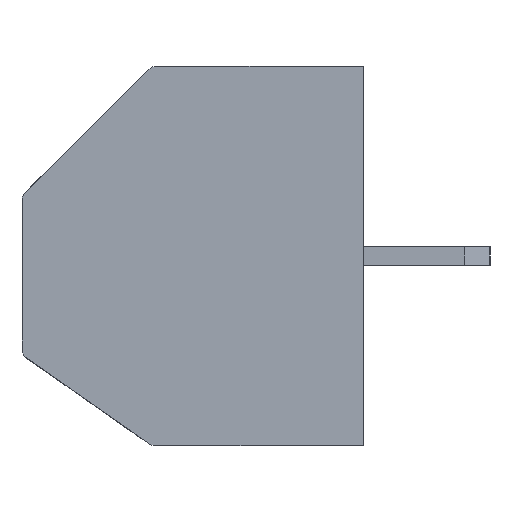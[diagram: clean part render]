
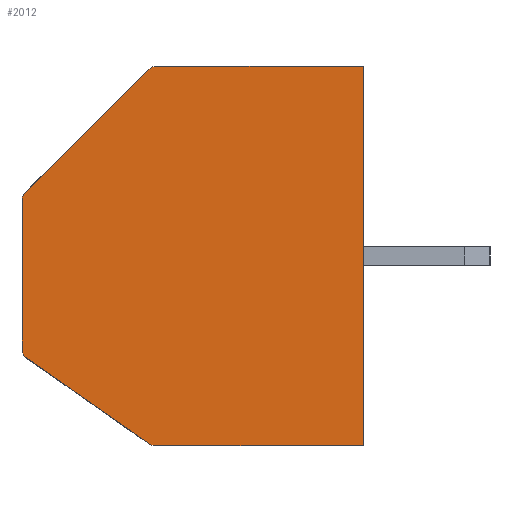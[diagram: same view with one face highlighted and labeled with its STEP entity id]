
A CAD part, left-side view. The second image highlights one B-rep face of the part: STEP entity #2012.
In plain terms, the highlighted planar face has unit normal (-1, 0, 0).
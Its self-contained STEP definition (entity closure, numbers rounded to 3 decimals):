
#73 = VECTOR ( 'NONE', #22935, 1000. ) ;
#337 = CIRCLE ( 'NONE', #11120, 0.3 ) ;
#504 = DIRECTION ( 'NONE',  ( -1., 0., 0. ) ) ;
#862 = CARTESIAN_POINT ( 'NONE',  ( -3.04, 10.8, 6. ) ) ;
#892 = DIRECTION ( 'NONE',  ( -1., 0., 0. ) ) ;
#1002 = LINE ( 'NONE', #32922, #73 ) ;
#1023 = CARTESIAN_POINT ( 'NONE',  ( -3.04, 10.8, 1.776 ) ) ;
#1127 = EDGE_CURVE ( 'NONE', #40011, #35486, #1002, .T. ) ;
#1343 = DIRECTION ( 'NONE',  ( 0., -0.707, 0.707 ) ) ;
#1493 = AXIS2_PLACEMENT_3D ( 'NONE', #18890, #31801, #39015 ) ;
#1694 = ORIENTED_EDGE ( 'NONE', *, *, #34944, .F. ) ;
#2012 = ADVANCED_FACE ( 'NONE', ( #27808 ), #24811, .F. ) ;
#2438 = CARTESIAN_POINT ( 'NONE',  ( -3.04, 10.8, 6. ) ) ;
#3034 = DIRECTION ( 'NONE',  ( -1., 0., 0. ) ) ;
#4147 = VERTEX_POINT ( 'NONE', #11251 ) ;
#4598 = LINE ( 'NONE', #862, #24498 ) ;
#6479 = VECTOR ( 'NONE', #39566, 1000. ) ;
#6861 = AXIS2_PLACEMENT_3D ( 'NONE', #2438, #24188, #11772 ) ;
#7419 = VECTOR ( 'NONE', #10789, 1000. ) ;
#7641 = CARTESIAN_POINT ( 'NONE',  ( -3.04, 10.8, 1.9 ) ) ;
#8446 = ORIENTED_EDGE ( 'NONE', *, *, #11227, .F. ) ;
#8872 = ORIENTED_EDGE ( 'NONE', *, *, #39906, .F. ) ;
#9024 = EDGE_CURVE ( 'NONE', #4147, #40011, #337, .T. ) ;
#10070 = CIRCLE ( 'NONE', #24242, 0.3 ) ;
#10154 = CARTESIAN_POINT ( 'NONE',  ( -3.04, 6.605, -6. ) ) ;
#10789 = DIRECTION ( 'NONE',  ( 0., 0., 1. ) ) ;
#11120 = AXIS2_PLACEMENT_3D ( 'NONE', #19692, #892, #32802 ) ;
#11186 = VERTEX_POINT ( 'NONE', #1023 ) ;
#11227 = EDGE_CURVE ( 'NONE', #4147, #32385, #36720, .T. ) ;
#11251 = CARTESIAN_POINT ( 'NONE',  ( -3.04, 6.777, -5.946 ) ) ;
#11772 = DIRECTION ( 'NONE',  ( 0., 0., -1. ) ) ;
#11799 = ORIENTED_EDGE ( 'NONE', *, *, #35841, .T. ) ;
#13362 = LINE ( 'NONE', #39787, #7419 ) ;
#13778 = LINE ( 'NONE', #32796, #6479 ) ;
#14990 = VECTOR ( 'NONE', #1343, 1000. ) ;
#15039 = CARTESIAN_POINT ( 'NONE',  ( -3.04, 6.576, 6. ) ) ;
#15245 = VERTEX_POINT ( 'NONE', #20619 ) ;
#16461 = DIRECTION ( 'NONE',  ( 0., 0.819, 0.574 ) ) ;
#17096 = EDGE_CURVE ( 'NONE', #27609, #32520, #4598, .T. ) ;
#18217 = CARTESIAN_POINT ( 'NONE',  ( -3.04, 0., 6. ) ) ;
#18890 = CARTESIAN_POINT ( 'NONE',  ( -3.04, 10.5, -2.973 ) ) ;
#19692 = CARTESIAN_POINT ( 'NONE',  ( -3.04, 6.605, -5.7 ) ) ;
#19727 = ORIENTED_EDGE ( 'NONE', *, *, #31368, .T. ) ;
#20151 = CARTESIAN_POINT ( 'NONE',  ( -3.04, 6.576, 5.7 ) ) ;
#20619 = CARTESIAN_POINT ( 'NONE',  ( -3.04, 10.712, 1.988 ) ) ;
#20819 = AXIS2_PLACEMENT_3D ( 'NONE', #26023, #504, #26231 ) ;
#21577 = CARTESIAN_POINT ( 'NONE',  ( -3.04, 10.8, -2.973 ) ) ;
#21676 = EDGE_LOOP ( 'NONE', ( #8446, #32562, #26260, #19727, #35601, #11799, #8872, #38276, #1694, #31796 ) ) ;
#22020 = VECTOR ( 'NONE', #16461, 1000. ) ;
#22935 = DIRECTION ( 'NONE',  ( 0., -1., 0. ) ) ;
#23487 = VERTEX_POINT ( 'NONE', #21577 ) ;
#24188 = DIRECTION ( 'NONE',  ( 1., 0., 0. ) ) ;
#24242 = AXIS2_PLACEMENT_3D ( 'NONE', #20151, #3034, #36635 ) ;
#24498 = VECTOR ( 'NONE', #39960, 1000. ) ;
#24811 = PLANE ( 'NONE',  #6861 ) ;
#26023 = CARTESIAN_POINT ( 'NONE',  ( -3.04, 10.5, 1.776 ) ) ;
#26231 = DIRECTION ( 'NONE',  ( 0., 0., -1. ) ) ;
#26260 = ORIENTED_EDGE ( 'NONE', *, *, #1127, .T. ) ;
#27609 = VERTEX_POINT ( 'NONE', #15039 ) ;
#27808 = FACE_OUTER_BOUND ( 'NONE', #21676, .T. ) ;
#31368 = EDGE_CURVE ( 'NONE', #35486, #32520, #13778, .T. ) ;
#31796 = ORIENTED_EDGE ( 'NONE', *, *, #41492, .T. ) ;
#31801 = DIRECTION ( 'NONE',  ( -1., 0., 0. ) ) ;
#32147 = VERTEX_POINT ( 'NONE', #32706 ) ;
#32385 = VERTEX_POINT ( 'NONE', #38805 ) ;
#32520 = VERTEX_POINT ( 'NONE', #18217 ) ;
#32562 = ORIENTED_EDGE ( 'NONE', *, *, #9024, .T. ) ;
#32706 = CARTESIAN_POINT ( 'NONE',  ( -3.04, 6.788, 5.912 ) ) ;
#32796 = CARTESIAN_POINT ( 'NONE',  ( -3.04, 0., 6. ) ) ;
#32802 = DIRECTION ( 'NONE',  ( 0., 0., -1. ) ) ;
#32922 = CARTESIAN_POINT ( 'NONE',  ( -3.04, 10.8, -6. ) ) ;
#33118 = CARTESIAN_POINT ( 'NONE',  ( -3.04, 0., -6. ) ) ;
#33544 = EDGE_CURVE ( 'NONE', #15245, #11186, #33673, .T. ) ;
#33673 = CIRCLE ( 'NONE', #20819, 0.3 ) ;
#33876 = LINE ( 'NONE', #7641, #14990 ) ;
#34944 = EDGE_CURVE ( 'NONE', #23487, #11186, #13362, .T. ) ;
#35486 = VERTEX_POINT ( 'NONE', #33118 ) ;
#35601 = ORIENTED_EDGE ( 'NONE', *, *, #17096, .F. ) ;
#35841 = EDGE_CURVE ( 'NONE', #27609, #32147, #10070, .T. ) ;
#36635 = DIRECTION ( 'NONE',  ( 0., 0., -1. ) ) ;
#36720 = LINE ( 'NONE', #39505, #22020 ) ;
#37268 = CIRCLE ( 'NONE', #1493, 0.3 ) ;
#38276 = ORIENTED_EDGE ( 'NONE', *, *, #33544, .T. ) ;
#38805 = CARTESIAN_POINT ( 'NONE',  ( -3.04, 10.672, -3.219 ) ) ;
#39015 = DIRECTION ( 'NONE',  ( 0., 0., -1. ) ) ;
#39505 = CARTESIAN_POINT ( 'NONE',  ( -3.04, 10.8, -3.129 ) ) ;
#39566 = DIRECTION ( 'NONE',  ( 0., 0., 1. ) ) ;
#39787 = CARTESIAN_POINT ( 'NONE',  ( -3.04, 10.8, 6. ) ) ;
#39906 = EDGE_CURVE ( 'NONE', #15245, #32147, #33876, .T. ) ;
#39960 = DIRECTION ( 'NONE',  ( 0., -1., 0. ) ) ;
#40011 = VERTEX_POINT ( 'NONE', #10154 ) ;
#41492 = EDGE_CURVE ( 'NONE', #23487, #32385, #37268, .T. ) ;
